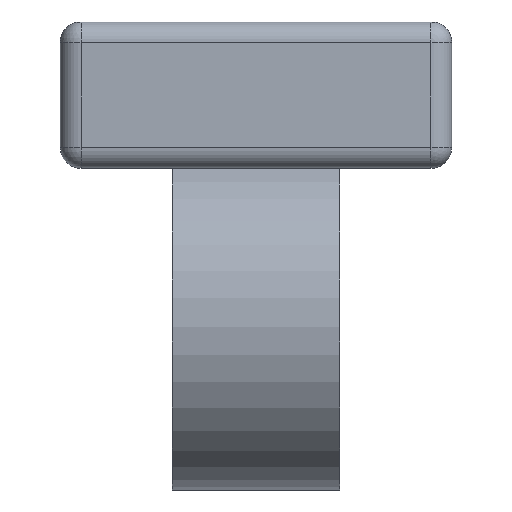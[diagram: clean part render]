
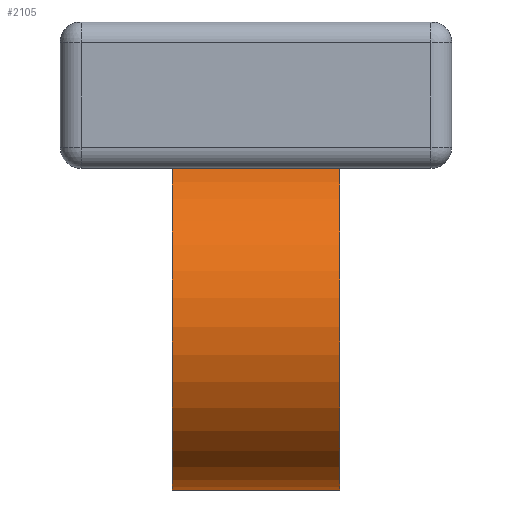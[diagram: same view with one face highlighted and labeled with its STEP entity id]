
A CAD part, left-side view. The second image highlights one B-rep face of the part: STEP entity #2105.
In plain terms, the highlighted cylindrical face has radius 12 mm (diameter 24 mm), a partial arc.
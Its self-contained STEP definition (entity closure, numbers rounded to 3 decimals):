
#275 = PLANE('',#276);
#276 = AXIS2_PLACEMENT_3D('',#277,#278,#279);
#277 = CARTESIAN_POINT('',(-13.,-14.,11.));
#278 = DIRECTION('',(0.,0.,1.));
#279 = DIRECTION('',(1.,0.,0.));
#880 = VERTEX_POINT('',#881);
#881 = CARTESIAN_POINT('',(-4.796,6.,11.));
#896 = PLANE('',#897);
#897 = AXIS2_PLACEMENT_3D('',#898,#899,#900);
#898 = CARTESIAN_POINT('',(0.,6.,0.));
#899 = DIRECTION('',(0.,-1.,0.));
#900 = DIRECTION('',(1.,0.,0.));
#934 = VERTEX_POINT('',#935);
#935 = CARTESIAN_POINT('',(-4.796,-6.,11.));
#948 = PLANE('',#949);
#949 = AXIS2_PLACEMENT_3D('',#950,#951,#952);
#950 = CARTESIAN_POINT('',(0.,-6.,0.));
#951 = DIRECTION('',(0.,-1.,0.));
#952 = DIRECTION('',(1.,0.,0.));
#959 = EDGE_CURVE('',#880,#934,#960,.T.);
#960 = SURFACE_CURVE('',#961,(#965,#971),.PCURVE_S1.);
#961 = LINE('',#962,#963);
#962 = CARTESIAN_POINT('',(-4.796,6.,11.));
#963 = VECTOR('',#964,1.);
#964 = DIRECTION('',(0.,-1.,0.));
#965 = PCURVE('',#275,#966);
#966 = DEFINITIONAL_REPRESENTATION('',(#967),#970);
#967 = B_SPLINE_CURVE_WITH_KNOTS('',1,(#968,#969),.UNSPECIFIED.,.F.,.F.,
  (2,2),(0.,12.),.PIECEWISE_BEZIER_KNOTS.);
#968 = CARTESIAN_POINT('',(8.204,20.));
#969 = CARTESIAN_POINT('',(8.204,8.));
#970 = ( GEOMETRIC_REPRESENTATION_CONTEXT(2) 
PARAMETRIC_REPRESENTATION_CONTEXT() REPRESENTATION_CONTEXT('2D SPACE',''
  ) );
#971 = PCURVE('',#972,#977);
#972 = CYLINDRICAL_SURFACE('',#973,12.);
#973 = AXIS2_PLACEMENT_3D('',#974,#975,#976);
#974 = CARTESIAN_POINT('',(0.,6.,0.));
#975 = DIRECTION('',(0.,-1.,0.));
#976 = DIRECTION('',(1.,0.,0.));
#977 = DEFINITIONAL_REPRESENTATION('',(#978),#981);
#978 = B_SPLINE_CURVE_WITH_KNOTS('',1,(#979,#980),.UNSPECIFIED.,.F.,.F.,
  (2,2),(0.,12.),.PIECEWISE_BEZIER_KNOTS.);
#979 = CARTESIAN_POINT('',(1.982,0.));
#980 = CARTESIAN_POINT('',(1.982,12.));
#981 = ( GEOMETRIC_REPRESENTATION_CONTEXT(2) 
PARAMETRIC_REPRESENTATION_CONTEXT() REPRESENTATION_CONTEXT('2D SPACE',''
  ) );
#2029 = EDGE_CURVE('',#880,#2030,#2032,.T.);
#2030 = VERTEX_POINT('',#2031);
#2031 = CARTESIAN_POINT('',(11.053,6.,-4.671));
#2032 = SURFACE_CURVE('',#2033,(#2038,#2045),.PCURVE_S1.);
#2033 = CIRCLE('',#2034,12.);
#2034 = AXIS2_PLACEMENT_3D('',#2035,#2036,#2037);
#2035 = CARTESIAN_POINT('',(0.,6.,0.));
#2036 = DIRECTION('',(0.,-1.,0.));
#2037 = DIRECTION('',(1.,0.,0.));
#2038 = PCURVE('',#896,#2039);
#2039 = DEFINITIONAL_REPRESENTATION('',(#2040),#2044);
#2040 = CIRCLE('',#2041,12.);
#2041 = AXIS2_PLACEMENT_2D('',#2042,#2043);
#2042 = CARTESIAN_POINT('',(0.,0.));
#2043 = DIRECTION('',(1.,0.));
#2044 = ( GEOMETRIC_REPRESENTATION_CONTEXT(2) 
PARAMETRIC_REPRESENTATION_CONTEXT() REPRESENTATION_CONTEXT('2D SPACE',''
  ) );
#2045 = PCURVE('',#972,#2046);
#2046 = DEFINITIONAL_REPRESENTATION('',(#2047),#2051);
#2047 = LINE('',#2048,#2049);
#2048 = CARTESIAN_POINT('',(0.,0.));
#2049 = VECTOR('',#2050,1.);
#2050 = DIRECTION('',(1.,0.));
#2051 = ( GEOMETRIC_REPRESENTATION_CONTEXT(2) 
PARAMETRIC_REPRESENTATION_CONTEXT() REPRESENTATION_CONTEXT('2D SPACE',''
  ) );
#2068 = PLANE('',#2069);
#2069 = AXIS2_PLACEMENT_3D('',#2070,#2071,#2072);
#2070 = CARTESIAN_POINT('',(24.,0.,-10.143));
#2071 = DIRECTION('',(-0.389,-0.,-0.921));
#2072 = DIRECTION('',(-0.921,0.,0.389));
#2105 = ADVANCED_FACE('',(#2106),#972,.T.);
#2106 = FACE_BOUND('',#2107,.T.);
#2107 = EDGE_LOOP('',(#2108,#2132,#2133,#2134));
#2108 = ORIENTED_EDGE('',*,*,#2109,.F.);
#2109 = EDGE_CURVE('',#934,#2110,#2112,.T.);
#2110 = VERTEX_POINT('',#2111);
#2111 = CARTESIAN_POINT('',(11.053,-6.,-4.671));
#2112 = SURFACE_CURVE('',#2113,(#2118,#2125),.PCURVE_S1.);
#2113 = CIRCLE('',#2114,12.);
#2114 = AXIS2_PLACEMENT_3D('',#2115,#2116,#2117);
#2115 = CARTESIAN_POINT('',(0.,-6.,0.));
#2116 = DIRECTION('',(0.,-1.,0.));
#2117 = DIRECTION('',(1.,0.,0.));
#2118 = PCURVE('',#972,#2119);
#2119 = DEFINITIONAL_REPRESENTATION('',(#2120),#2124);
#2120 = LINE('',#2121,#2122);
#2121 = CARTESIAN_POINT('',(0.,12.));
#2122 = VECTOR('',#2123,1.);
#2123 = DIRECTION('',(1.,0.));
#2124 = ( GEOMETRIC_REPRESENTATION_CONTEXT(2) 
PARAMETRIC_REPRESENTATION_CONTEXT() REPRESENTATION_CONTEXT('2D SPACE',''
  ) );
#2125 = PCURVE('',#948,#2126);
#2126 = DEFINITIONAL_REPRESENTATION('',(#2127),#2131);
#2127 = CIRCLE('',#2128,12.);
#2128 = AXIS2_PLACEMENT_2D('',#2129,#2130);
#2129 = CARTESIAN_POINT('',(0.,0.));
#2130 = DIRECTION('',(1.,0.));
#2131 = ( GEOMETRIC_REPRESENTATION_CONTEXT(2) 
PARAMETRIC_REPRESENTATION_CONTEXT() REPRESENTATION_CONTEXT('2D SPACE',''
  ) );
#2132 = ORIENTED_EDGE('',*,*,#959,.F.);
#2133 = ORIENTED_EDGE('',*,*,#2029,.T.);
#2134 = ORIENTED_EDGE('',*,*,#2135,.T.);
#2135 = EDGE_CURVE('',#2030,#2110,#2136,.T.);
#2136 = SURFACE_CURVE('',#2137,(#2141,#2147),.PCURVE_S1.);
#2137 = LINE('',#2138,#2139);
#2138 = CARTESIAN_POINT('',(11.053,6.,-4.671));
#2139 = VECTOR('',#2140,1.);
#2140 = DIRECTION('',(0.,-1.,0.));
#2141 = PCURVE('',#972,#2142);
#2142 = DEFINITIONAL_REPRESENTATION('',(#2143),#2146);
#2143 = B_SPLINE_CURVE_WITH_KNOTS('',1,(#2144,#2145),.UNSPECIFIED.,.F.,
  .F.,(2,2),(0.,12.),.PIECEWISE_BEZIER_KNOTS.);
#2144 = CARTESIAN_POINT('',(5.883,0.));
#2145 = CARTESIAN_POINT('',(5.883,12.));
#2146 = ( GEOMETRIC_REPRESENTATION_CONTEXT(2) 
PARAMETRIC_REPRESENTATION_CONTEXT() REPRESENTATION_CONTEXT('2D SPACE',''
  ) );
#2147 = PCURVE('',#2068,#2148);
#2148 = DEFINITIONAL_REPRESENTATION('',(#2149),#2152);
#2149 = B_SPLINE_CURVE_WITH_KNOTS('',1,(#2150,#2151),.UNSPECIFIED.,.F.,
  .F.,(2,2),(0.,12.),.PIECEWISE_BEZIER_KNOTS.);
#2150 = CARTESIAN_POINT('',(14.055,6.));
#2151 = CARTESIAN_POINT('',(14.055,-6.));
#2152 = ( GEOMETRIC_REPRESENTATION_CONTEXT(2) 
PARAMETRIC_REPRESENTATION_CONTEXT() REPRESENTATION_CONTEXT('2D SPACE',''
  ) );
